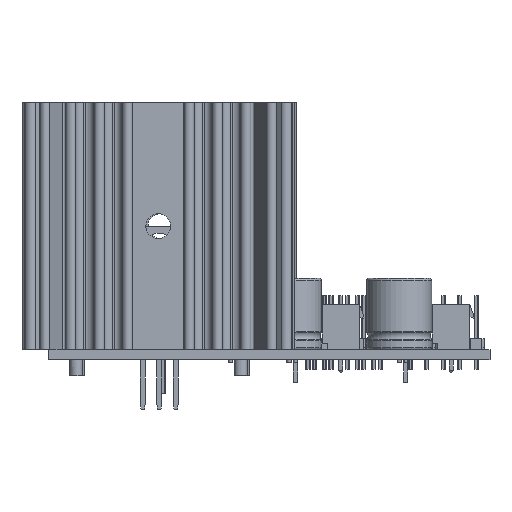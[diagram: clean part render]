
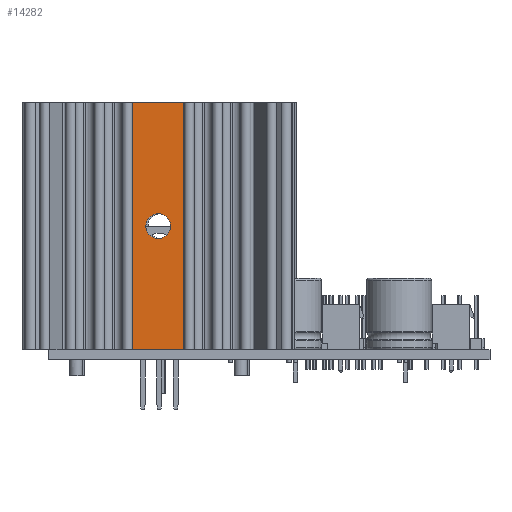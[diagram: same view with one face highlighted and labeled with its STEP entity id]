
A CAD part, front view. The second image highlights one B-rep face of the part: STEP entity #14282.
In plain terms, the highlighted face is planar.
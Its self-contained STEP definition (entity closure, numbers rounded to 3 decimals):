
#471=FACE_BOUND('',#2495,.T.);
#894=PLANE('',#15600);
#1580=FACE_OUTER_BOUND('',#2494,.T.);
#2494=EDGE_LOOP('',(#12628,#12629,#12630,#12631));
#2495=EDGE_LOOP('',(#12632));
#3851=LINE('',#25381,#5263);
#3900=LINE('',#25541,#5312);
#3925=LINE('',#25615,#5337);
#3926=LINE('',#25616,#5338);
#5263=VECTOR('',#19108,1000.);
#5312=VECTOR('',#19233,1000.);
#5337=VECTOR('',#19292,1000.);
#5338=VECTOR('',#19293,1000.);
#5758=CIRCLE('',#15464,1.905);
#6933=VERTEX_POINT('',#25125);
#7040=VERTEX_POINT('',#25378);
#7041=VERTEX_POINT('',#25380);
#7113=VERTEX_POINT('',#25538);
#7114=VERTEX_POINT('',#25540);
#8766=EDGE_CURVE('',#6933,#6933,#5758,.T.);
#8892=EDGE_CURVE('',#7040,#7041,#3851,.T.);
#8978=EDGE_CURVE('',#7114,#7113,#3900,.T.);
#9019=EDGE_CURVE('',#7040,#7114,#3925,.T.);
#9020=EDGE_CURVE('',#7113,#7041,#3926,.T.);
#12628=ORIENTED_EDGE('',*,*,#8892,.F.);
#12629=ORIENTED_EDGE('',*,*,#9019,.T.);
#12630=ORIENTED_EDGE('',*,*,#8978,.T.);
#12631=ORIENTED_EDGE('',*,*,#9020,.T.);
#12632=ORIENTED_EDGE('',*,*,#8766,.T.);
#14282=ADVANCED_FACE('',(#1580,#471),#894,.T.);
#15464=AXIS2_PLACEMENT_3D('',#25126,#18879,#18880);
#15600=AXIS2_PLACEMENT_3D('',#25614,#19290,#19291);
#18879=DIRECTION('center_axis',(-1.,0.,0.));
#18880=DIRECTION('ref_axis',(0.,0.,
-1.));
#19108=DIRECTION('',(0.,1.,0.));
#19233=DIRECTION('',(0.,1.,0.));
#19290=DIRECTION('center_axis',(1.,0.,0.));
#19291=DIRECTION('ref_axis',(0.,0.,
1.));
#19292=DIRECTION('',(0.,0.,-1.));
#19293=DIRECTION('',(0.,0.,1.));
#25125=CARTESIAN_POINT('',(0.735,-0.16,20.955));
#25126=CARTESIAN_POINT('Origin',(0.735,-0.16,19.05));
#25378=CARTESIAN_POINT('',(0.735,-4.11,38.1));
#25380=CARTESIAN_POINT('',(0.735,3.79,38.1));
#25381=CARTESIAN_POINT('',(0.735,-0.16,38.1));
#25538=CARTESIAN_POINT('',(0.735,3.79,0.));
#25540=CARTESIAN_POINT('',(0.735,-4.11,0.));
#25541=CARTESIAN_POINT('',(0.735,-4.11,0.));
#25614=CARTESIAN_POINT('Origin',(0.735,-4.11,0.));
#25615=CARTESIAN_POINT('',(0.735,-4.11,0.));
#25616=CARTESIAN_POINT('',(0.735,3.79,0.));
